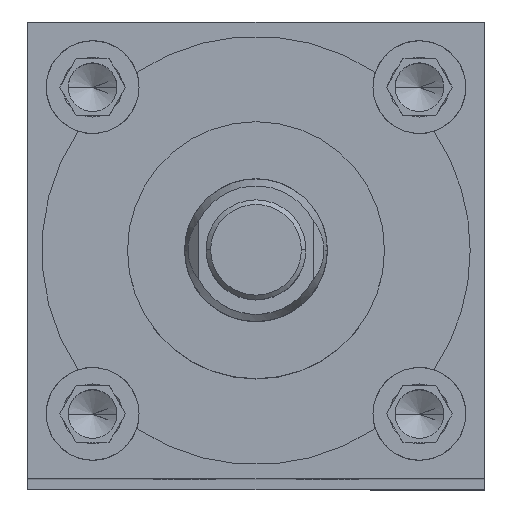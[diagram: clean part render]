
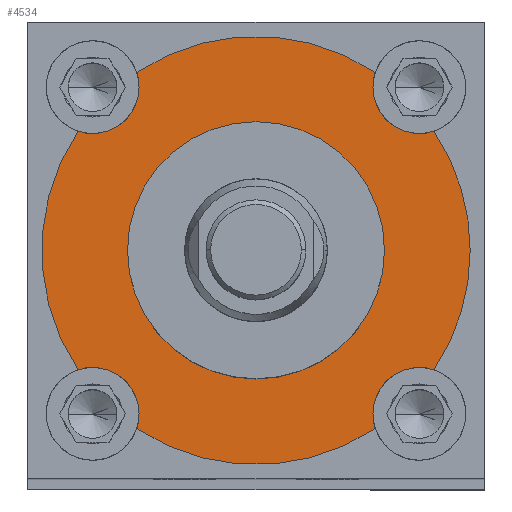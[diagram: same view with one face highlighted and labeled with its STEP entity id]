
A CAD part, top view. The second image highlights one B-rep face of the part: STEP entity #4534.
In plain terms, the highlighted planar face has unit normal (0, 0, 1).
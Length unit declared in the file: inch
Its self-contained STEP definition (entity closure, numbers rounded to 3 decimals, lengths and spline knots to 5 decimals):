
#2 = CIRCLE ( 'NONE', #6982, 0.203 ) ;
#40 = EDGE_CURVE ( 'NONE', #5609, #797, #6682, .T. ) ;
#47 = CIRCLE ( 'NONE', #4667, 0.203 ) ;
#56 = CIRCLE ( 'NONE', #2899, 0.203 ) ;
#76 = AXIS2_PLACEMENT_3D ( 'NONE', #6569, #319, #987 ) ;
#85 = CARTESIAN_POINT ( 'NONE',  ( -0.77859, 0.52222, 27.62 ) ) ;
#132 = CARTESIAN_POINT ( 'NONE',  ( 0.52222, -0.77859, 27.62 ) ) ;
#176 = ORIENTED_EDGE ( 'NONE', *, *, #40, .F. ) ;
#225 = EDGE_CURVE ( 'NONE', #1996, #948, #2268, .T. ) ;
#267 = EDGE_CURVE ( 'NONE', #5609, #1996, #2976, .T. ) ;
#319 = DIRECTION ( 'NONE',  ( 0., 0., 1. ) ) ;
#332 = CARTESIAN_POINT ( 'NONE',  ( -0.512, 0.715, 27.62 ) ) ;
#335 = CARTESIAN_POINT ( 'NONE',  ( -0.52222, 0.77859, 27.62 ) ) ;
#372 = AXIS2_PLACEMENT_3D ( 'NONE', #1308, #4722, #2426 ) ;
#385 = CIRCLE ( 'NONE', #860, 0.5625 ) ;
#451 = ORIENTED_EDGE ( 'NONE', *, *, #1353, .T. ) ;
#504 = AXIS2_PLACEMENT_3D ( 'NONE', #6229, #1228, #3497 ) ;
#565 = FACE_BOUND ( 'NONE', #2959, .T. ) ;
#682 = PLANE ( 'NONE',  #504 ) ;
#691 = VERTEX_POINT ( 'NONE', #6299 ) ;
#797 = VERTEX_POINT ( 'NONE', #1342 ) ;
#847 = ORIENTED_EDGE ( 'NONE', *, *, #4163, .F. ) ;
#850 = DIRECTION ( 'NONE',  ( 1., 0., 0. ) ) ;
#860 = AXIS2_PLACEMENT_3D ( 'NONE', #870, #6495, #3661 ) ;
#870 = CARTESIAN_POINT ( 'NONE',  ( 0., 0., 27.62 ) ) ;
#895 = CARTESIAN_POINT ( 'NONE',  ( -0.715, 0.715, 27.62 ) ) ;
#948 = VERTEX_POINT ( 'NONE', #6623 ) ;
#987 = DIRECTION ( 'NONE',  ( 1., 0., 0. ) ) ;
#995 = EDGE_CURVE ( 'NONE', #5884, #1400, #1595, .T. ) ;
#999 = AXIS2_PLACEMENT_3D ( 'NONE', #2300, #3894, #5587 ) ;
#1001 = AXIS2_PLACEMENT_3D ( 'NONE', #6545, #3743, #850 ) ;
#1070 = VERTEX_POINT ( 'NONE', #4483 ) ;
#1228 = DIRECTION ( 'NONE',  ( 0., 0., 1. ) ) ;
#1253 = CIRCLE ( 'NONE', #1001, 0.9375 ) ;
#1305 = FACE_OUTER_BOUND ( 'NONE', #6860, .T. ) ;
#1308 = CARTESIAN_POINT ( 'NONE',  ( 0., 0., 27.62 ) ) ;
#1310 = CIRCLE ( 'NONE', #6274, 0.9375 ) ;
#1326 = AXIS2_PLACEMENT_3D ( 'NONE', #5163, #5126, #2499 ) ;
#1339 = CARTESIAN_POINT ( 'NONE',  ( 0.715, 0.715, 27.62 ) ) ;
#1342 = CARTESIAN_POINT ( 'NONE',  ( 0.512, -0.715, 27.62 ) ) ;
#1353 = EDGE_CURVE ( 'NONE', #5884, #691, #1253, .T. ) ;
#1356 = DIRECTION ( 'NONE',  ( 0., 0., 1. ) ) ;
#1400 = VERTEX_POINT ( 'NONE', #332 ) ;
#1499 = EDGE_CURVE ( 'NONE', #6039, #5486, #47, .T. ) ;
#1595 = CIRCLE ( 'NONE', #999, 0.203 ) ;
#1769 = CARTESIAN_POINT ( 'NONE',  ( 0., 0., 27.62 ) ) ;
#1786 = CARTESIAN_POINT ( 'NONE',  ( 0.52222, 0.77859, 27.62 ) ) ;
#1839 = ORIENTED_EDGE ( 'NONE', *, *, #6971, .F. ) ;
#1948 = DIRECTION ( 'NONE',  ( 1., 0., 0. ) ) ;
#1996 = VERTEX_POINT ( 'NONE', #2847 ) ;
#2081 = ORIENTED_EDGE ( 'NONE', *, *, #225, .T. ) ;
#2106 = DIRECTION ( 'NONE',  ( 0., 0., 1. ) ) ;
#2213 = DIRECTION ( 'NONE',  ( 1., 0., 0. ) ) ;
#2249 = EDGE_CURVE ( 'NONE', #6039, #2437, #3002, .T. ) ;
#2268 = CIRCLE ( 'NONE', #1326, 0.9375 ) ;
#2300 = CARTESIAN_POINT ( 'NONE',  ( -0.715, 0.715, 27.62 ) ) ;
#2364 = DIRECTION ( 'NONE',  ( 0., 0., 1. ) ) ;
#2426 = DIRECTION ( 'NONE',  ( 1., 0., 0. ) ) ;
#2434 = DIRECTION ( 'NONE',  ( 0., 0., 1. ) ) ;
#2437 = VERTEX_POINT ( 'NONE', #132 ) ;
#2499 = DIRECTION ( 'NONE',  ( 1., 0., 0. ) ) ;
#2845 = ORIENTED_EDGE ( 'NONE', *, *, #2249, .T. ) ;
#2847 = CARTESIAN_POINT ( 'NONE',  ( 0.9375, 0., 27.62 ) ) ;
#2870 = CIRCLE ( 'NONE', #7009, 0.203 ) ;
#2899 = AXIS2_PLACEMENT_3D ( 'NONE', #2950, #6108, #3473 ) ;
#2950 = CARTESIAN_POINT ( 'NONE',  ( 0.715, 0.715, 27.62 ) ) ;
#2959 = EDGE_LOOP ( 'NONE', ( #847, #4698 ) ) ;
#2966 = CARTESIAN_POINT ( 'NONE',  ( -0.715, -0.715, 27.62 ) ) ;
#2976 = CIRCLE ( 'NONE', #372, 0.9375 ) ;
#3002 = CIRCLE ( 'NONE', #3603, 0.9375 ) ;
#3258 = VERTEX_POINT ( 'NONE', #1786 ) ;
#3261 = DIRECTION ( 'NONE',  ( 1., 0., 0. ) ) ;
#3342 = ORIENTED_EDGE ( 'NONE', *, *, #995, .F. ) ;
#3354 = CARTESIAN_POINT ( 'NONE',  ( -0.52222, -0.77859, 27.62 ) ) ;
#3378 = EDGE_CURVE ( 'NONE', #5486, #691, #6059, .T. ) ;
#3473 = DIRECTION ( 'NONE',  ( 1., 0., 0. ) ) ;
#3497 = DIRECTION ( 'NONE',  ( 1., 0., 0. ) ) ;
#3505 = ORIENTED_EDGE ( 'NONE', *, *, #1499, .F. ) ;
#3520 = VERTEX_POINT ( 'NONE', #335 ) ;
#3603 = AXIS2_PLACEMENT_3D ( 'NONE', #6582, #7171, #2213 ) ;
#3604 = EDGE_CURVE ( 'NONE', #3612, #3966, #4080, .T. ) ;
#3612 = VERTEX_POINT ( 'NONE', #6353 ) ;
#3617 = EDGE_CURVE ( 'NONE', #3258, #1070, #56, .T. ) ;
#3661 = DIRECTION ( 'NONE',  ( 1., 0., 0. ) ) ;
#3703 = CIRCLE ( 'NONE', #3932, 0.203 ) ;
#3743 = DIRECTION ( 'NONE',  ( 0., 0., 1. ) ) ;
#3894 = DIRECTION ( 'NONE',  ( 0., 0., 1. ) ) ;
#3908 = CARTESIAN_POINT ( 'NONE',  ( 0.77859, -0.52222, 27.62 ) ) ;
#3932 = AXIS2_PLACEMENT_3D ( 'NONE', #1339, #4670, #3261 ) ;
#3966 = VERTEX_POINT ( 'NONE', #5086 ) ;
#4017 = DIRECTION ( 'NONE',  ( 1., 0., 0. ) ) ;
#4080 = CIRCLE ( 'NONE', #5388, 0.5625 ) ;
#4101 = ORIENTED_EDGE ( 'NONE', *, *, #7098, .T. ) ;
#4163 = EDGE_CURVE ( 'NONE', #3966, #3612, #385, .T. ) ;
#4265 = EDGE_CURVE ( 'NONE', #797, #2437, #2870, .T. ) ;
#4439 = CARTESIAN_POINT ( 'NONE',  ( -0.715, -0.715, 27.62 ) ) ;
#4483 = CARTESIAN_POINT ( 'NONE',  ( 0.512, 0.715, 27.62 ) ) ;
#4511 = ORIENTED_EDGE ( 'NONE', *, *, #4265, .F. ) ;
#4534 = ADVANCED_FACE ( 'NONE', ( #1305, #565 ), #682, .T. ) ;
#4667 = AXIS2_PLACEMENT_3D ( 'NONE', #4439, #2106, #6760 ) ;
#4669 = ORIENTED_EDGE ( 'NONE', *, *, #5034, .F. ) ;
#4670 = DIRECTION ( 'NONE',  ( 0., 0., 1. ) ) ;
#4698 = ORIENTED_EDGE ( 'NONE', *, *, #3604, .F. ) ;
#4722 = DIRECTION ( 'NONE',  ( 0., 0., 1. ) ) ;
#4805 = CARTESIAN_POINT ( 'NONE',  ( 0.715, -0.715, 27.62 ) ) ;
#4885 = AXIS2_PLACEMENT_3D ( 'NONE', #2966, #5342, #5824 ) ;
#5034 = EDGE_CURVE ( 'NONE', #1070, #948, #3703, .T. ) ;
#5086 = CARTESIAN_POINT ( 'NONE',  ( -0.5625, 0., 27.62 ) ) ;
#5126 = DIRECTION ( 'NONE',  ( 0., 0., 1. ) ) ;
#5163 = CARTESIAN_POINT ( 'NONE',  ( 0., 0., 27.62 ) ) ;
#5342 = DIRECTION ( 'NONE',  ( 0., 0., 1. ) ) ;
#5388 = AXIS2_PLACEMENT_3D ( 'NONE', #1769, #2434, #4017 ) ;
#5452 = ORIENTED_EDGE ( 'NONE', *, *, #267, .T. ) ;
#5486 = VERTEX_POINT ( 'NONE', #7024 ) ;
#5587 = DIRECTION ( 'NONE',  ( 1., 0., 0. ) ) ;
#5609 = VERTEX_POINT ( 'NONE', #3908 ) ;
#5772 = CARTESIAN_POINT ( 'NONE',  ( 0., 0., 27.62 ) ) ;
#5773 = ORIENTED_EDGE ( 'NONE', *, *, #3378, .F. ) ;
#5824 = DIRECTION ( 'NONE',  ( 1., 0., 0. ) ) ;
#5884 = VERTEX_POINT ( 'NONE', #85 ) ;
#6039 = VERTEX_POINT ( 'NONE', #3354 ) ;
#6059 = CIRCLE ( 'NONE', #4885, 0.203 ) ;
#6108 = DIRECTION ( 'NONE',  ( 0., 0., 1. ) ) ;
#6111 = DIRECTION ( 'NONE',  ( 0., 0., 1. ) ) ;
#6229 = CARTESIAN_POINT ( 'NONE',  ( 0., 0., 27.62 ) ) ;
#6274 = AXIS2_PLACEMENT_3D ( 'NONE', #5772, #2364, #6357 ) ;
#6299 = CARTESIAN_POINT ( 'NONE',  ( -0.77859, -0.52222, 27.62 ) ) ;
#6353 = CARTESIAN_POINT ( 'NONE',  ( 0.5625, 0., 27.62 ) ) ;
#6357 = DIRECTION ( 'NONE',  ( 1., 0., 0. ) ) ;
#6495 = DIRECTION ( 'NONE',  ( 0., 0., 1. ) ) ;
#6545 = CARTESIAN_POINT ( 'NONE',  ( 0., 0., 27.62 ) ) ;
#6569 = CARTESIAN_POINT ( 'NONE',  ( 0.715, -0.715, 27.62 ) ) ;
#6582 = CARTESIAN_POINT ( 'NONE',  ( 0., 0., 27.62 ) ) ;
#6623 = CARTESIAN_POINT ( 'NONE',  ( 0.77859, 0.52222, 27.62 ) ) ;
#6682 = CIRCLE ( 'NONE', #76, 0.203 ) ;
#6760 = DIRECTION ( 'NONE',  ( 1., 0., 0. ) ) ;
#6860 = EDGE_LOOP ( 'NONE', ( #176, #5452, #2081, #4669, #7289, #4101, #1839, #3342, #451, #5773, #3505, #2845, #4511 ) ) ;
#6971 = EDGE_CURVE ( 'NONE', #1400, #3520, #2, .T. ) ;
#6982 = AXIS2_PLACEMENT_3D ( 'NONE', #895, #6111, #7253 ) ;
#7009 = AXIS2_PLACEMENT_3D ( 'NONE', #4805, #1356, #1948 ) ;
#7024 = CARTESIAN_POINT ( 'NONE',  ( -0.512, -0.715, 27.62 ) ) ;
#7098 = EDGE_CURVE ( 'NONE', #3258, #3520, #1310, .T. ) ;
#7171 = DIRECTION ( 'NONE',  ( 0., 0., 1. ) ) ;
#7253 = DIRECTION ( 'NONE',  ( 1., 0., 0. ) ) ;
#7289 = ORIENTED_EDGE ( 'NONE', *, *, #3617, .F. ) ;
